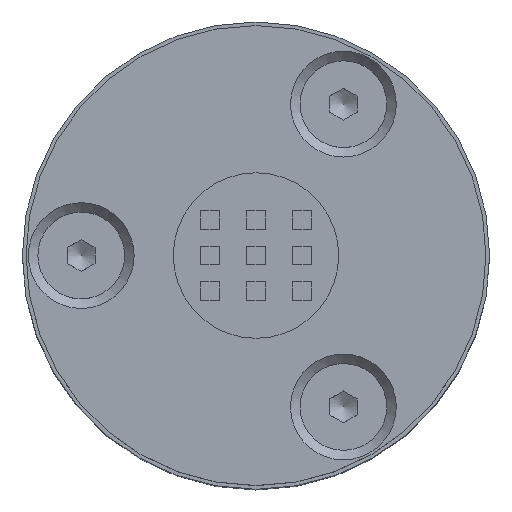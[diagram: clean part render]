
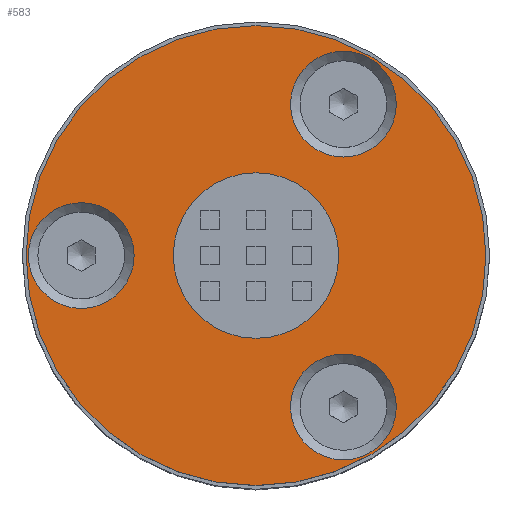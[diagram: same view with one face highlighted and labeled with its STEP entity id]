
A CAD part, top view. The second image highlights one B-rep face of the part: STEP entity #583.
In plain terms, the highlighted planar face has unit normal (0, 0, 1).
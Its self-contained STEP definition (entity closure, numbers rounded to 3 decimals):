
#583=ADVANCED_FACE('',(#3820,#3822,#3824,#3826,#3828),#3830,.T.);
#3820=FACE_BOUND('',#3821,.T.);
#3821=EDGE_LOOP('',(#5304));
#3822=FACE_BOUND('',#3823,.T.);
#3823=EDGE_LOOP('',(#5305));
#3824=FACE_BOUND('',#3825,.T.);
#3825=EDGE_LOOP('',(#5306));
#3826=FACE_BOUND('',#3827,.T.);
#3827=EDGE_LOOP('',(#5307));
#3828=FACE_BOUND('',#3829,.T.);
#3829=EDGE_LOOP('',(#5308));
#3830=PLANE('',#3831);
#3831=AXIS2_PLACEMENT_3D('',#3832,#3833,#3834);
#3832=CARTESIAN_POINT('',(0.,0.,0.));
#3833=DIRECTION('',(0.,0.,1.));
#3834=DIRECTION('',(0.,1.,0.));
#5304=ORIENTED_EDGE('',*,*,#5756,.F.);
#5305=ORIENTED_EDGE('',*,*,#5757,.T.);
#5306=ORIENTED_EDGE('',*,*,#5758,.T.);
#5307=ORIENTED_EDGE('',*,*,#5759,.T.);
#5308=ORIENTED_EDGE('',*,*,#5760,.T.);
#5756=EDGE_CURVE('',#6049,#6049,#6050,.T.);
#5757=EDGE_CURVE('',#6051,#6051,#6052,.F.);
#5758=EDGE_CURVE('',#6053,#6053,#6054,.F.);
#5759=EDGE_CURVE('',#6055,#6055,#6056,.F.);
#5760=EDGE_CURVE('',#6057,#6057,#6058,.F.);
#6049=VERTEX_POINT('',#8001);
#6050=CIRCLE('',#8002,25.);
#6051=VERTEX_POINT('',#8006);
#6052=CIRCLE('',#8007,9.);
#6053=VERTEX_POINT('',#8011);
#6054=CIRCLE('',#8012,5.75);
#6055=VERTEX_POINT('',#8016);
#6056=CIRCLE('',#8017,5.75);
#6057=VERTEX_POINT('',#8021);
#6058=CIRCLE('',#8022,5.75);
#8001=CARTESIAN_POINT('',(0.,25.,0.));
#8002=AXIS2_PLACEMENT_3D('',#8003,#8004,#8005);
#8003=CARTESIAN_POINT('',(0.,0.,0.));
#8004=DIRECTION('',(0.,0.,-1.));
#8005=DIRECTION('',(0.,1.,0.));
#8006=CARTESIAN_POINT('',(9.,0.,0.));
#8007=AXIS2_PLACEMENT_3D('',#8008,#8009,#8010);
#8008=CARTESIAN_POINT('',(0.,0.,0.));
#8009=DIRECTION('',(0.,0.,1.));
#8010=DIRECTION('',(1.,0.,0.));
#8011=CARTESIAN_POINT('',(22.204,-9.5,0.));
#8012=AXIS2_PLACEMENT_3D('',#8013,#8014,#8015);
#8013=CARTESIAN_POINT('',(16.454,-9.5,0.));
#8014=DIRECTION('',(0.,0.,1.));
#8015=DIRECTION('',(1.,0.,0.));
#8016=CARTESIAN_POINT('',(5.75,19.,0.));
#8017=AXIS2_PLACEMENT_3D('',#8018,#8019,#8020);
#8018=CARTESIAN_POINT('',(0.,19.,0.));
#8019=DIRECTION('',(0.,0.,1.));
#8020=DIRECTION('',(1.,0.,0.));
#8021=CARTESIAN_POINT('',(-10.704,-9.5,0.));
#8022=AXIS2_PLACEMENT_3D('',#8023,#8024,#8025);
#8023=CARTESIAN_POINT('',(-16.454,-9.5,0.));
#8024=DIRECTION('',(0.,0.,1.));
#8025=DIRECTION('',(1.,0.,0.));
